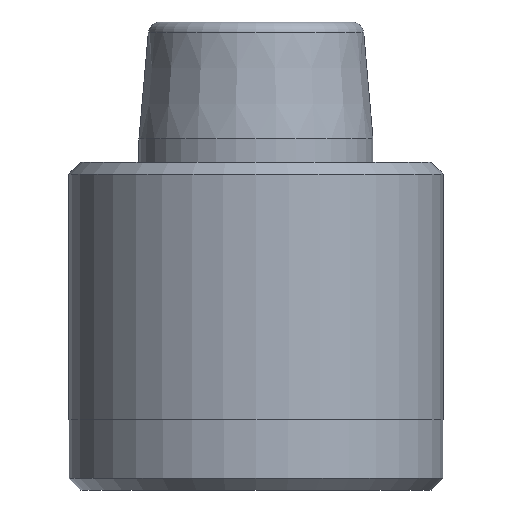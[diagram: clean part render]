
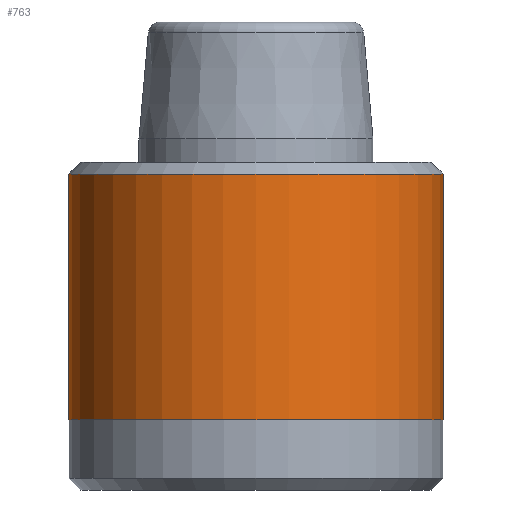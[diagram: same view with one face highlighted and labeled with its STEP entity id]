
A CAD part, front view. The second image highlights one B-rep face of the part: STEP entity #763.
In plain terms, the highlighted cylindrical face has radius 8 mm (diameter 16 mm), a partial arc.
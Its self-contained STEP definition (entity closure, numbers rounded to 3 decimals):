
#4 = CARTESIAN_POINT ( 'NONE',  ( -8., 0., -15. ) ) ;
#11 = LINE ( 'NONE', #198, #1123 ) ;
#14 = CIRCLE ( 'NONE', #265, 8. ) ;
#198 = CARTESIAN_POINT ( 'NONE',  ( 8., 0., -15. ) ) ;
#200 = VECTOR ( 'NONE', #948, 1000. ) ;
#205 = DIRECTION ( 'NONE',  ( 0., 0., -1. ) ) ;
#216 = CARTESIAN_POINT ( 'NONE',  ( 8., 0., -12. ) ) ;
#223 = ORIENTED_EDGE ( 'NONE', *, *, #244, .F. ) ;
#237 = FACE_OUTER_BOUND ( 'NONE', #1023, .T. ) ;
#244 = EDGE_CURVE ( 'NONE', #361, #1220, #1111, .T. ) ;
#265 = AXIS2_PLACEMENT_3D ( 'NONE', #770, #1179, #1311 ) ;
#290 = DIRECTION ( 'NONE',  ( 0., 0., 1. ) ) ;
#361 = VERTEX_POINT ( 'NONE', #935 ) ;
#397 = AXIS2_PLACEMENT_3D ( 'NONE', #445, #986, #1184 ) ;
#445 = CARTESIAN_POINT ( 'NONE',  ( 0., 0., -15. ) ) ;
#546 = CARTESIAN_POINT ( 'NONE',  ( 8., 0., -1.5 ) ) ;
#603 = AXIS2_PLACEMENT_3D ( 'NONE', #1137, #205, #623 ) ;
#623 = DIRECTION ( 'NONE',  ( -1., 0., 0. ) ) ;
#650 = CYLINDRICAL_SURFACE ( 'NONE', #397, 8. ) ;
#656 = CARTESIAN_POINT ( 'NONE',  ( -8., 0., -1.5 ) ) ;
#662 = ORIENTED_EDGE ( 'NONE', *, *, #976, .T. ) ;
#715 = ORIENTED_EDGE ( 'NONE', *, *, #767, .T. ) ;
#763 = ADVANCED_FACE ( 'NONE', ( #237 ), #650, .T. ) ;
#767 = EDGE_CURVE ( 'NONE', #361, #1272, #14, .T. ) ;
#770 = CARTESIAN_POINT ( 'NONE',  ( 0., 0., -12. ) ) ;
#815 = CIRCLE ( 'NONE', #603, 8. ) ;
#896 = ORIENTED_EDGE ( 'NONE', *, *, #1032, .T. ) ;
#935 = CARTESIAN_POINT ( 'NONE',  ( -8., 0., -12. ) ) ;
#948 = DIRECTION ( 'NONE',  ( 0., 0., 1. ) ) ;
#976 = EDGE_CURVE ( 'NONE', #1272, #1253, #11, .T. ) ;
#986 = DIRECTION ( 'NONE',  ( 0., 0., 1. ) ) ;
#1023 = EDGE_LOOP ( 'NONE', ( #223, #715, #662, #896 ) ) ;
#1032 = EDGE_CURVE ( 'NONE', #1253, #1220, #815, .T. ) ;
#1111 = LINE ( 'NONE', #4, #200 ) ;
#1123 = VECTOR ( 'NONE', #290, 1000. ) ;
#1137 = CARTESIAN_POINT ( 'NONE',  ( 0., 0., -1.5 ) ) ;
#1179 = DIRECTION ( 'NONE',  ( 0., 0., 1. ) ) ;
#1184 = DIRECTION ( 'NONE',  ( 1., 0., 0. ) ) ;
#1220 = VERTEX_POINT ( 'NONE', #656 ) ;
#1253 = VERTEX_POINT ( 'NONE', #546 ) ;
#1272 = VERTEX_POINT ( 'NONE', #216 ) ;
#1311 = DIRECTION ( 'NONE',  ( 1., 0., 0. ) ) ;
